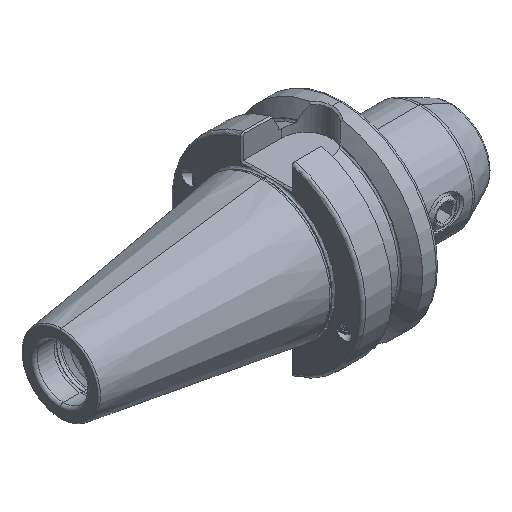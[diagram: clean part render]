
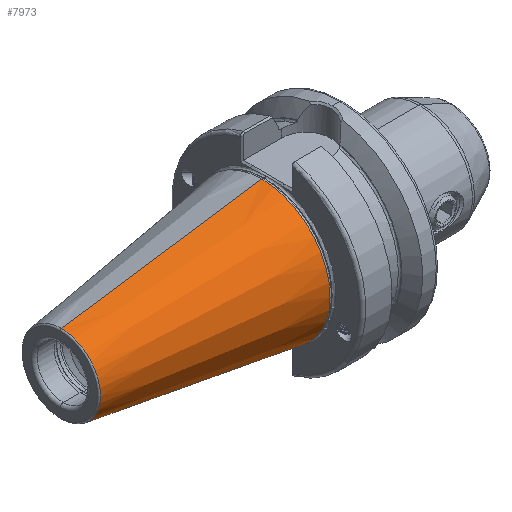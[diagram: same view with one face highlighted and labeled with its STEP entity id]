
A CAD part, isometric view. The second image highlights one B-rep face of the part: STEP entity #7973.
In plain terms, the highlighted conical face has half-angle 8.297 degrees and reference radius 22.298 mm.
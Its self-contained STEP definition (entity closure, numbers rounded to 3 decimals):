
#318 = DIRECTION ( 'NONE',  ( 1., 0., 0. ) ) ;
#330 = DIRECTION ( 'NONE',  ( 0., 0., -1. ) ) ;
#353 = CARTESIAN_POINT ( 'NONE',  ( -66.972, 0., 0. ) ) ;
#439 = CARTESIAN_POINT ( 'NONE',  ( -1.5, 0., 0. ) ) ;
#441 = DIRECTION ( 'NONE',  ( 1., 0., 0. ) ) ;
#460 = DIRECTION ( 'NONE',  ( 0., 0., -1. ) ) ;
#7066 = DIRECTION ( 'NONE',  ( 0., 0., -1. ) ) ;
#7082 = CARTESIAN_POINT ( 'NONE',  ( -1.5, 0., 0. ) ) ;
#7084 = DIRECTION ( 'NONE',  ( 1., 0., 0. ) ) ;
#7691 = CIRCLE ( 'NONE', #15436, 22.298 ) ;
#7695 = CIRCLE ( 'NONE', #15421, 12.75 ) ;
#7973 = ADVANCED_FACE ( 'NONE', ( #10881 ), #10902, .T. ) ;
#9017 = AXIS2_PLACEMENT_3D ( 'NONE', #7082, #7084, #7066 ) ;
#9358 = EDGE_CURVE ( 'NONE', #9818, #9850, #11544, .T. ) ;
#9360 = EDGE_CURVE ( 'NONE', #9823, #9841, #11541, .T. ) ;
#9486 = ORIENTED_EDGE ( 'NONE', *, *, #10236, .F. ) ;
#9540 = ORIENTED_EDGE ( 'NONE', *, *, #9358, .F. ) ;
#9542 = ORIENTED_EDGE ( 'NONE', *, *, #9360, .T. ) ;
#9594 = ORIENTED_EDGE ( 'NONE', *, *, #10220, .T. ) ;
#9818 = VERTEX_POINT ( 'NONE', #16713 ) ;
#9823 = VERTEX_POINT ( 'NONE', #16748 ) ;
#9841 = VERTEX_POINT ( 'NONE', #16757 ) ;
#9850 = VERTEX_POINT ( 'NONE', #16750 ) ;
#10220 = EDGE_CURVE ( 'NONE', #9818, #9823, #7695, .T. ) ;
#10236 = EDGE_CURVE ( 'NONE', #9850, #9841, #7691, .T. ) ;
#10881 = FACE_OUTER_BOUND ( 'NONE', #19088, .T. ) ;
#10902 = CONICAL_SURFACE ( 'NONE', #9017, 22.298, 0.145 ) ;
#11516 = VECTOR ( 'NONE', #15327, 1000. ) ;
#11533 = VECTOR ( 'NONE', #15303, 1000. ) ;
#11541 = LINE ( 'NONE', #15279, #11516 ) ;
#11544 = LINE ( 'NONE', #15322, #11533 ) ;
#15279 = CARTESIAN_POINT ( 'NONE',  ( -1.5, 0., -22.298 ) ) ;
#15303 = DIRECTION ( 'NONE',  ( 0.99, 0., 0.144 ) ) ;
#15322 = CARTESIAN_POINT ( 'NONE',  ( -1.5, 0., 22.298 ) ) ;
#15327 = DIRECTION ( 'NONE',  ( 0.99, 0., -0.144 ) ) ;
#15421 = AXIS2_PLACEMENT_3D ( 'NONE', #353, #318, #330 ) ;
#15436 = AXIS2_PLACEMENT_3D ( 'NONE', #439, #441, #460 ) ;
#16713 = CARTESIAN_POINT ( 'NONE',  ( -66.972, 0., 12.75 ) ) ;
#16748 = CARTESIAN_POINT ( 'NONE',  ( -66.972, 0., -12.75 ) ) ;
#16750 = CARTESIAN_POINT ( 'NONE',  ( -1.5, 0., 22.298 ) ) ;
#16757 = CARTESIAN_POINT ( 'NONE',  ( -1.5, 0., -22.298 ) ) ;
#19088 = EDGE_LOOP ( 'NONE', ( #9540, #9594, #9542, #9486 ) ) ;
